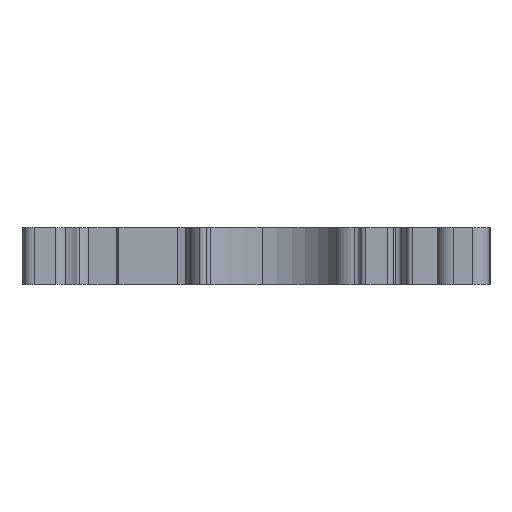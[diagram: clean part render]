
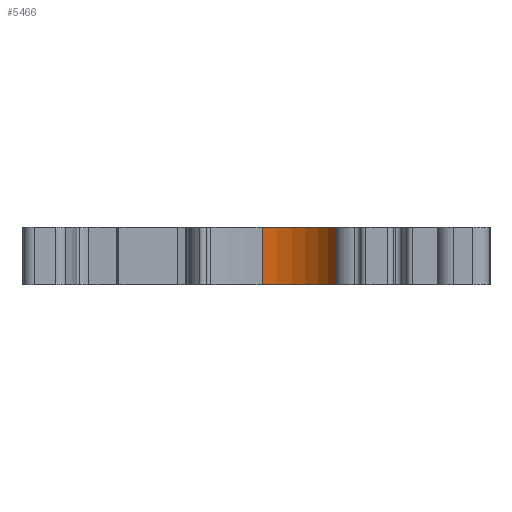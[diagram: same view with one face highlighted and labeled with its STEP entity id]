
A CAD part, front view. The second image highlights one B-rep face of the part: STEP entity #5466.
In plain terms, the highlighted cylindrical face has radius 8 mm (diameter 16 mm), a partial arc.
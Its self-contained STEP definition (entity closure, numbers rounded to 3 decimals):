
#172=CARTESIAN_POINT('',(0.308,-6.905,-2.6));
#173=DIRECTION('',(0.,0.,-1.));
#174=DIRECTION('',(0.031,1.,0.));
#175=AXIS2_PLACEMENT_3D('',#172,#173,#174);
#1081=CARTESIAN_POINT('',(0.308,-6.905,2.6));
#1082=DIRECTION('',(0.,0.,1.));
#1083=DIRECTION('',(0.877,0.48,0.));
#1084=AXIS2_PLACEMENT_3D('',#1081,#1082,#1083);
#1645=DIRECTION('',(0.,0.,-1.));
#1646=VECTOR('',#1645,5.2);
#1647=CARTESIAN_POINT('',(7.324,-3.061,2.6));
#1648=LINE('',#1647,#1646);
#1649=DIRECTION('',(0.,0.,-1.));
#1650=VECTOR('',#1649,5.2);
#1651=CARTESIAN_POINT('',(0.554,1.091,2.6));
#1652=LINE('',#1651,#1650);
#2855=CARTESIAN_POINT('',(0.554,1.091,-2.6));
#2856=VERTEX_POINT('',#2855);
#2857=CARTESIAN_POINT('',(7.324,-3.061,-2.6));
#2858=VERTEX_POINT('',#2857);
#3247=CARTESIAN_POINT('',(7.324,-3.061,2.6));
#3248=VERTEX_POINT('',#3247);
#3249=CARTESIAN_POINT('',(0.554,1.091,2.6));
#3250=VERTEX_POINT('',#3249);
#5454=CARTESIAN_POINT('',(0.308,-6.905,-2.704));
#5455=DIRECTION('',(0.,0.,1.));
#5456=DIRECTION('',(1.,0.,0.));
#5457=AXIS2_PLACEMENT_3D('',#5454,#5455,#5456);
#5458=CYLINDRICAL_SURFACE('',#5457,8.);
#5459=ORIENTED_EDGE('',*,*,#3693,.F.);
#5461=ORIENTED_EDGE('',*,*,#5460,.F.);
#5462=ORIENTED_EDGE('',*,*,#4875,.F.);
#5463=ORIENTED_EDGE('',*,*,#5447,.T.);
#5464=EDGE_LOOP('',(#5459,#5461,#5462,#5463));
#5465=FACE_OUTER_BOUND('',#5464,.F.);
#176=CIRCLE('',#175,8.);
#1085=CIRCLE('',#1084,8.);
#3693=EDGE_CURVE('',#2856,#2858,#176,.T.);
#4875=EDGE_CURVE('',#3248,#3250,#1085,.T.);
#5447=EDGE_CURVE('',#3248,#2858,#1648,.T.);
#5460=EDGE_CURVE('',#3250,#2856,#1652,.T.);
#5466=ADVANCED_FACE('',(#5465),#5458,.F.);
